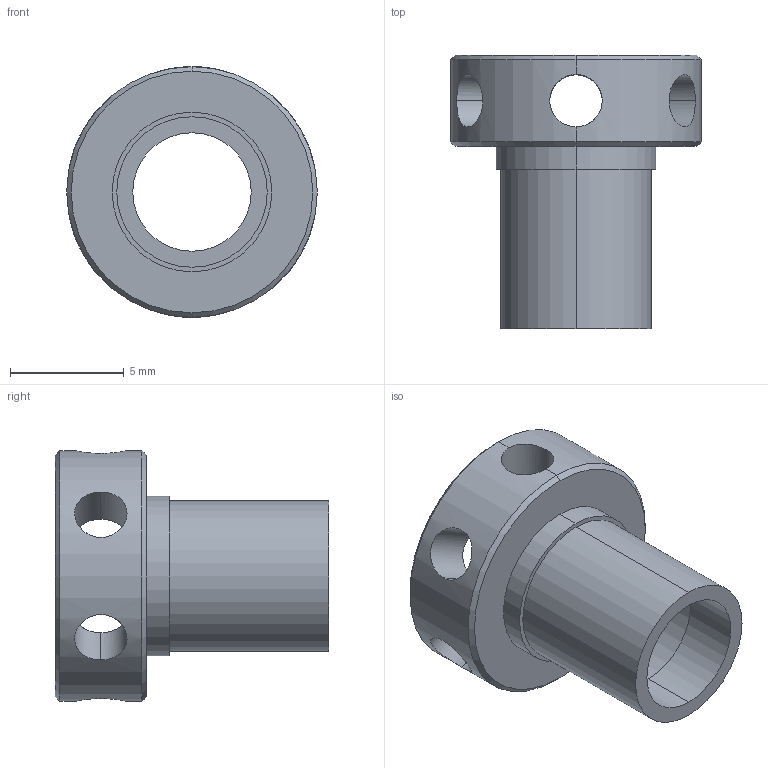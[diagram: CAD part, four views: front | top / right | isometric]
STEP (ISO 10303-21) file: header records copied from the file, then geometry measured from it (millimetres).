
FILE_DESCRIPTION (( 'STEP AP203' ), '1' );
FILE_NAME ('1310-Z2P-A Hot end Isolator.STEP', '2013-08-06T13:50:54', ( '' ), ( '' ), 'SwSTEP 2.0', 'SolidWorks 2013', '' );
FILE_SCHEMA (( 'CONFIG_CONTROL_DESIGN' ));
Length unit declared in the file: millimetre
Products named in the file (1): 1310-Z2P-A Hot end Isolator
Bounding box: 11 x 12 x 11 mm (x, y, z)
Volume: 239.7 mm3; surface area: 725.6 mm2
Topology: 1 solids, 1 shells, 33 faces, 90 edges, 58 vertices
Faces by surface type: cylinder 22, cone 6, plane 5
Entity records: 1523 total; most frequent: CARTESIAN_POINT 622, ORIENTED_EDGE 180, DIRECTION 152, EDGE_CURVE 90, AXIS2_PLACEMENT_3D 60, VERTEX_POINT 58, EDGE_LOOP 46, FACE_OUTER_BOUND 33
